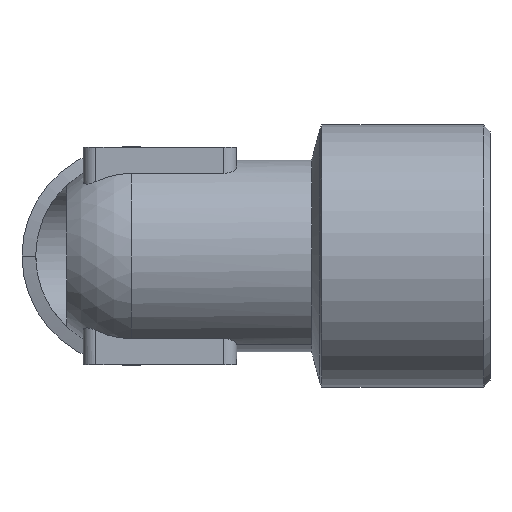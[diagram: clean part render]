
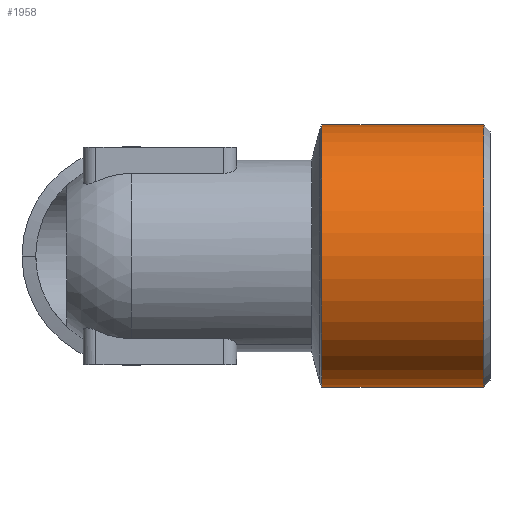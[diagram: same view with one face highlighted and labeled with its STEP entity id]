
A CAD part, left-side view. The second image highlights one B-rep face of the part: STEP entity #1958.
In plain terms, the highlighted cylindrical face has radius 10.25 mm (diameter 20.5 mm), a partial arc.
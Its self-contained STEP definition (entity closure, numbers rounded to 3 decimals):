
#55 = DIRECTION ( 'NONE',  ( 0., 1., 0. ) ) ;
#384 = ORIENTED_EDGE ( 'NONE', *, *, #423, .T. ) ;
#399 = VECTOR ( 'NONE', #1312, 1000. ) ;
#404 = ORIENTED_EDGE ( 'NONE', *, *, #584, .T. ) ;
#423 = EDGE_CURVE ( 'NONE', #1627, #1005, #1700, .T. ) ;
#470 = EDGE_CURVE ( 'NONE', #2026, #2220, #1755, .T. ) ;
#527 = ORIENTED_EDGE ( 'NONE', *, *, #1136, .F. ) ;
#584 = EDGE_CURVE ( 'NONE', #2220, #1627, #847, .T. ) ;
#695 = DIRECTION ( 'NONE',  ( 0., 1., 0. ) ) ;
#725 = DIRECTION ( 'NONE',  ( 0., 0., 1. ) ) ;
#816 = DIRECTION ( 'NONE',  ( 0., 1., 0. ) ) ;
#847 = LINE ( 'NONE', #1824, #399 ) ;
#849 = DIRECTION ( 'NONE',  ( 0., -1., 0. ) ) ;
#868 = CARTESIAN_POINT ( 'NONE',  ( 0., 3., -10.25 ) ) ;
#911 = AXIS2_PLACEMENT_3D ( 'NONE', #1938, #55, #725 ) ;
#1005 = VERTEX_POINT ( 'NONE', #1501 ) ;
#1011 = FACE_OUTER_BOUND ( 'NONE', #1077, .T. ) ;
#1012 = CARTESIAN_POINT ( 'NONE',  ( 0., 15.648, 0. ) ) ;
#1035 = DIRECTION ( 'NONE',  ( 0., 0., -1. ) ) ;
#1077 = EDGE_LOOP ( 'NONE', ( #527, #2112, #404, #384 ) ) ;
#1123 = CARTESIAN_POINT ( 'NONE',  ( 0., 3., 10.25 ) ) ;
#1136 = EDGE_CURVE ( 'NONE', #2026, #1005, #2040, .T. ) ;
#1144 = AXIS2_PLACEMENT_3D ( 'NONE', #1012, #849, #1562 ) ;
#1255 = CYLINDRICAL_SURFACE ( 'NONE', #911, 10.25 ) ;
#1312 = DIRECTION ( 'NONE',  ( 0., 1., 0. ) ) ;
#1413 = AXIS2_PLACEMENT_3D ( 'NONE', #1542, #695, #1035 ) ;
#1501 = CARTESIAN_POINT ( 'NONE',  ( 0., 15.648, -10.25 ) ) ;
#1542 = CARTESIAN_POINT ( 'NONE',  ( 0., 3., 0. ) ) ;
#1562 = DIRECTION ( 'NONE',  ( 0., 0., 1. ) ) ;
#1627 = VERTEX_POINT ( 'NONE', #1834 ) ;
#1674 = CARTESIAN_POINT ( 'NONE',  ( 0., 2.5, -10.25 ) ) ;
#1700 = CIRCLE ( 'NONE', #1144, 10.25 ) ;
#1755 = CIRCLE ( 'NONE', #1413, 10.25 ) ;
#1824 = CARTESIAN_POINT ( 'NONE',  ( 0., 2.5, 10.25 ) ) ;
#1834 = CARTESIAN_POINT ( 'NONE',  ( 0., 15.648, 10.25 ) ) ;
#1938 = CARTESIAN_POINT ( 'NONE',  ( 0., 2.5, 0. ) ) ;
#1958 = ADVANCED_FACE ( 'NONE', ( #1011 ), #1255, .T. ) ;
#2026 = VERTEX_POINT ( 'NONE', #868 ) ;
#2040 = LINE ( 'NONE', #1674, #2157 ) ;
#2112 = ORIENTED_EDGE ( 'NONE', *, *, #470, .T. ) ;
#2157 = VECTOR ( 'NONE', #816, 1000. ) ;
#2220 = VERTEX_POINT ( 'NONE', #1123 ) ;
